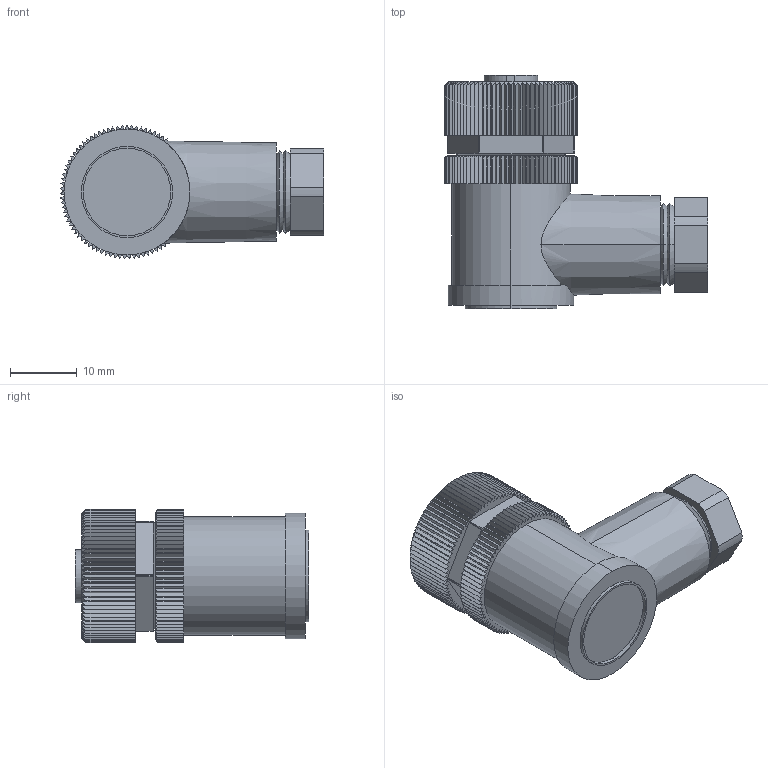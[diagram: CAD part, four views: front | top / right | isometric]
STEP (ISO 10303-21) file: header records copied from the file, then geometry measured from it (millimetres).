
FILE_DESCRIPTION (( 'STEP AP214' ), '1' );
FILE_NAME ('7000-12981-0000000.step', '2016-05-09T18:49:08', ( '' ), ( '' ), 'SwSTEP 2.0', 'SolidWorks 2015', '' );
FILE_SCHEMA (( 'AUTOMOTIVE_DESIGN' ));
Length unit declared in the file: millimetre
Products named in the file (1): 7000-12981-0000000
Bounding box: 39.5 x 35 x 19.99 mm (x, y, z)
Volume: 11945.1 mm3; surface area: 5554.8 mm2
Topology: 1 solids, 1 shells, 805 faces, 2356 edges, 1568 vertices
Faces by surface type: plane 409, cylinder 208, cone 188
Entity records: 32259 total; most frequent: CARTESIAN_POINT 5908, ORIENTED_EDGE 4712, DIRECTION 4222, EDGE_CURVE 2356, VERTEX_POINT 1568, AXIS2_PLACEMENT_3D 1422, VECTOR 1378, LINE 1378
